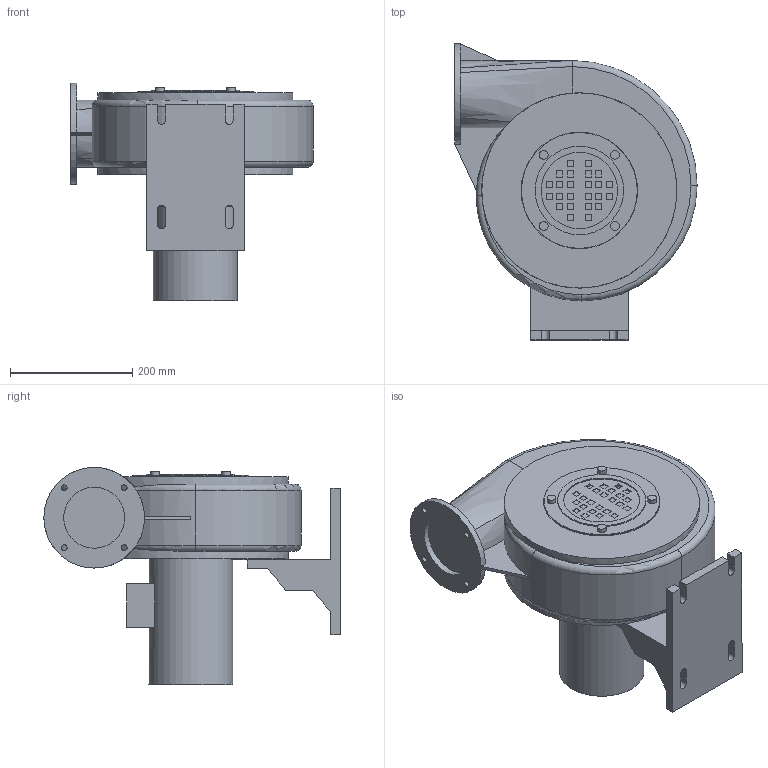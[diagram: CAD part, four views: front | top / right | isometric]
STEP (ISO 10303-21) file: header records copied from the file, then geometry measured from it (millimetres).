
FILE_DESCRIPTION((''),'2;1');
FILE_NAME('TB-6313-A01.stp','2008-05-28T11:06:46',('klein'),(''),'Autodesk Inventor 11','Autodesk Inventor 11','');
FILE_SCHEMA(('AUTOMOTIVE_DESIGN { 1 0 10303 214 1 1 1 1 }'));
Length unit declared in the file: millimetre
Products named in the file (2): TB-6313-A01; TB-6313_1
Assembly tree (1 placements, depth 2):
  TB-6313-A01
    TB-6313_1
Bounding box: 397 x 485.5 x 355.99 mm (x, y, z)
Volume: 19293185.4 mm3; surface area: 720337 mm2
Topology: 1 solids, 1 shells, 210 faces, 576 edges, 382 vertices
Faces by surface type: plane 163, cylinder 32, torus 8, bspline 7
Full cylindrical faces by diameter (mm): 9.5 x4, 14.4 x4, 100 x1, 125 x2, 138 x1, 145 x1, 190 x1, 191 x1, 320 x2
Entity records: 7016 total; most frequent: CARTESIAN_POINT 1578, ORIENTED_EDGE 1106, DIRECTION 1044, EDGE_CURVE 553, VECTOR 442, LINE 442, VERTEX_POINT 376, AXIS2_PLACEMENT_3D 301
